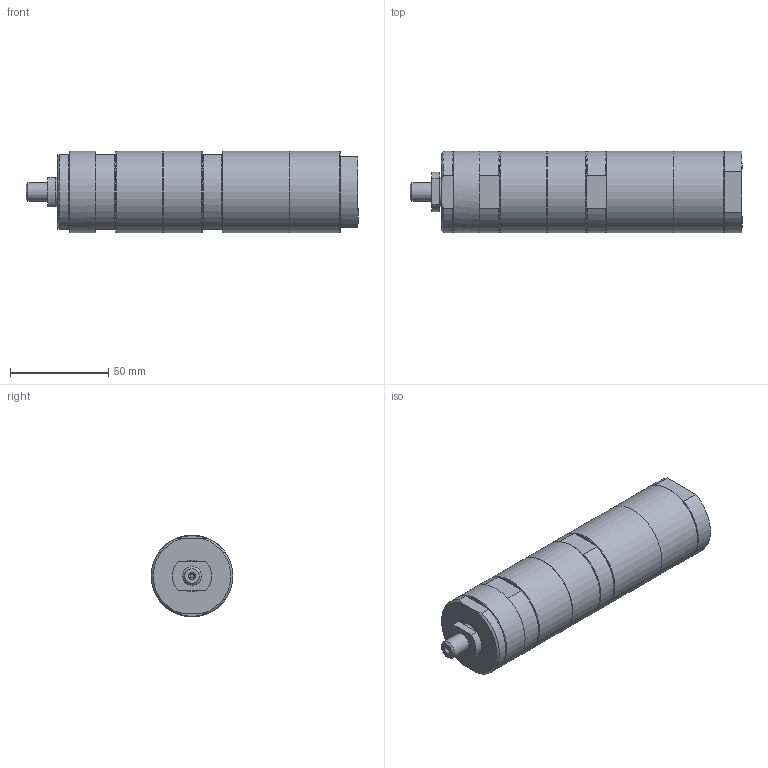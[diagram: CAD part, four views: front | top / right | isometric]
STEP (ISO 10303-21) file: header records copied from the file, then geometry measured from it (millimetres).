
FILE_DESCRIPTION(/* description */ (''),/* implementation_level */ '2;1');
FILE_NAME(/* name */ 'MRD 38-260 3-8_29944527.stp',/* time_stamp */ '2018-06-06T13:54:01+02:00',/* author */ ('FLambert'),/* organization */ (''),/* preprocessor_version */ 'ST-DEVELOPER v17',/* originating_system */ 'Autodesk Inventor 2018',/* authorisation */ '');
FILE_SCHEMA (('AUTOMOTIVE_DESIGN { 1 0 10303 214 3 1 1 }'));
Length unit declared in the file: millimetre
Products named in the file (1): MRD 38-260 3-8_29944527
Bounding box: 168.7 x 41.5 x 41.5 mm (x, y, z)
Volume: 198516.7 mm3; surface area: 35018.9 mm2
Topology: 1 solids, 4 shells, 195 faces, 514 edges, 339 vertices
Faces by surface type: plane 114, cylinder 42, cone 32, bspline 7
Full cylindrical faces by diameter (mm): 1.6 x1, 4 x1, 9.525 x1, 11.445 x2, 14.95 x1, 16 x1, 23 x2, 33.952 x1, 36 x1, 36.789 x1, 36.917 x1, 37.5 x1, 37.99 x1, 41.5 x5
Entity records: 6413 total; most frequent: CARTESIAN_POINT 1301, ORIENTED_EDGE 1024, DIRECTION 1001, EDGE_CURVE 512, AXIS2_PLACEMENT_3D 359, VERTEX_POINT 339, LINE 283, VECTOR 283
